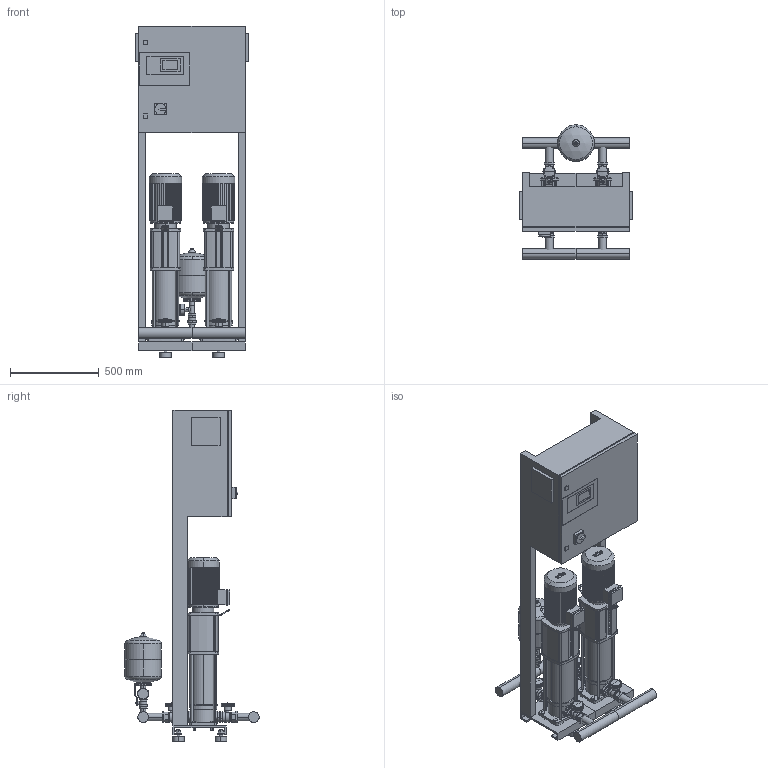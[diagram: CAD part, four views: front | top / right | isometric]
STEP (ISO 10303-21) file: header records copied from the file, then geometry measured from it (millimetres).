
FILE_DESCRIPTION((''),'2;1');
FILE_NAME('3d_CO-2HELIXV609_K_CC-01-2535316.stp','2016-01-25T10:00:48',(''),(''),'Mechanical Desktop 2009','Mechanical Desktop 2009',', , ');
FILE_SCHEMA(('CONFIG_CONTROL_DESIGN'));
Length unit declared in the file: millimetre
Products named in the file (1): Product
Bounding box: 640 x 756.15 x 1870 mm (x, y, z)
Volume: 154208767.6 mm3; surface area: 6376582.6 mm2
Topology: 90 solids, 90 shells, 3141 faces, 8223 edges, 5418 vertices
Faces by surface type: plane 1570, bspline 735, cylinder 706, cone 108, torus 20, sphere 2
Entity records: 101173 total; most frequent: CARTESIAN_POINT 23682, ORIENTED_EDGE 16430, DIRECTION 14873, EDGE_CURVE 8215, VECTOR 5755, LINE 5755, VERTEX_POINT 5412, AXIS2_PLACEMENT_3D 4559
